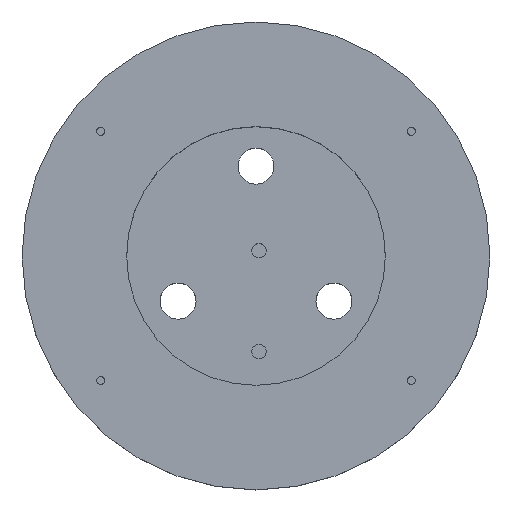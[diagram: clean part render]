
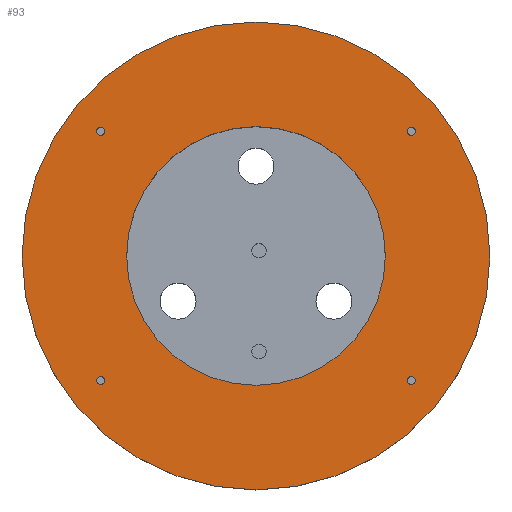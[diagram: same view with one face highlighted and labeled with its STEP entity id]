
A CAD part, top view. The second image highlights one B-rep face of the part: STEP entity #93.
In plain terms, the highlighted planar face has unit normal (0, 0, 1).
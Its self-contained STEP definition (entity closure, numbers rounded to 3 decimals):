
#93=ADVANCED_FACE('',(#308,#310,#312,#314,#316,#318),#320,.T.);
#308=FACE_BOUND('',#309,.T.);
#309=EDGE_LOOP('',(#488));
#310=FACE_BOUND('',#311,.T.);
#311=EDGE_LOOP('',(#489));
#312=FACE_BOUND('',#313,.T.);
#313=EDGE_LOOP('',(#490));
#314=FACE_BOUND('',#315,.T.);
#315=EDGE_LOOP('',(#491));
#316=FACE_BOUND('',#317,.T.);
#317=EDGE_LOOP('',(#492));
#318=FACE_BOUND('',#319,.T.);
#319=EDGE_LOOP('',(#493));
#320=PLANE('',#321);
#321=AXIS2_PLACEMENT_3D('',#322,#323,#324);
#322=CARTESIAN_POINT('',(0.,0.,15.));
#323=DIRECTION('',(0.,0.,1.));
#324=DIRECTION('',(-1.,0.,0.));
#488=ORIENTED_EDGE('',*,*,#536,.T.);
#489=ORIENTED_EDGE('',*,*,#529,.T.);
#490=ORIENTED_EDGE('',*,*,#537,.T.);
#491=ORIENTED_EDGE('',*,*,#538,.T.);
#492=ORIENTED_EDGE('',*,*,#539,.T.);
#493=ORIENTED_EDGE('',*,*,#540,.T.);
#529=EDGE_CURVE('',#558,#558,#559,.F.);
#536=EDGE_CURVE('',#572,#572,#573,.T.);
#537=EDGE_CURVE('',#574,#574,#575,.F.);
#538=EDGE_CURVE('',#576,#576,#577,.F.);
#539=EDGE_CURVE('',#578,#578,#579,.F.);
#540=EDGE_CURVE('',#580,#580,#581,.F.);
#558=VERTEX_POINT('',#760);
#559=CIRCLE('',#761,35.938);
#572=VERTEX_POINT('',#855);
#573=CIRCLE('',#856,65.);
#574=VERTEX_POINT('',#860);
#575=CIRCLE('',#861,1.1);
#576=VERTEX_POINT('',#865);
#577=CIRCLE('',#866,1.1);
#578=VERTEX_POINT('',#870);
#579=CIRCLE('',#871,1.1);
#580=VERTEX_POINT('',#875);
#581=CIRCLE('',#876,1.1);
#760=CARTESIAN_POINT('',(35.938,0.,15.));
#761=AXIS2_PLACEMENT_3D('',#762,#763,#764);
#762=CARTESIAN_POINT('',(0.,0.,15.));
#763=DIRECTION('',(0.,0.,1.));
#764=DIRECTION('',(1.,0.,0.));
#855=CARTESIAN_POINT('',(-65.,0.,15.));
#856=AXIS2_PLACEMENT_3D('',#857,#858,#859);
#857=CARTESIAN_POINT('',(0.,0.,15.));
#858=DIRECTION('',(0.,0.,1.));
#859=DIRECTION('',(-1.,0.,0.));
#860=CARTESIAN_POINT('',(42.06,34.623,15.));
#861=AXIS2_PLACEMENT_3D('',#862,#863,#864);
#862=CARTESIAN_POINT('',(43.16,34.623,15.));
#863=DIRECTION('',(0.,0.,1.));
#864=DIRECTION('',(-1.,0.,0.));
#865=CARTESIAN_POINT('',(-44.26,34.623,15.));
#866=AXIS2_PLACEMENT_3D('',#867,#868,#869);
#867=CARTESIAN_POINT('',(-43.16,34.623,15.));
#868=DIRECTION('',(0.,0.,1.));
#869=DIRECTION('',(-1.,0.,0.));
#870=CARTESIAN_POINT('',(-44.26,-34.623,15.));
#871=AXIS2_PLACEMENT_3D('',#872,#873,#874);
#872=CARTESIAN_POINT('',(-43.16,-34.623,15.));
#873=DIRECTION('',(0.,0.,1.));
#874=DIRECTION('',(-1.,0.,0.));
#875=CARTESIAN_POINT('',(42.06,-34.623,15.));
#876=AXIS2_PLACEMENT_3D('',#877,#878,#879);
#877=CARTESIAN_POINT('',(43.16,-34.623,15.));
#878=DIRECTION('',(0.,0.,1.));
#879=DIRECTION('',(-1.,0.,0.));
